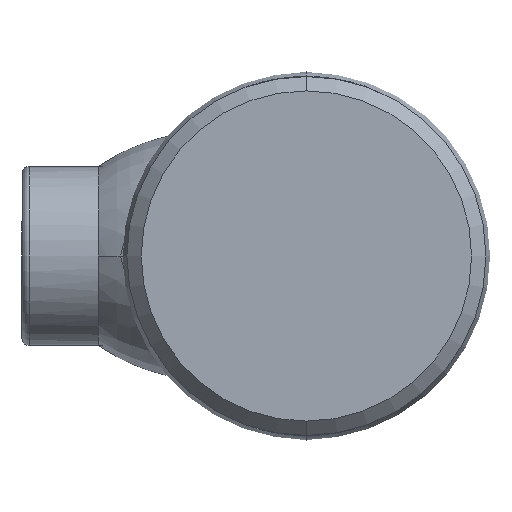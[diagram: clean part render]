
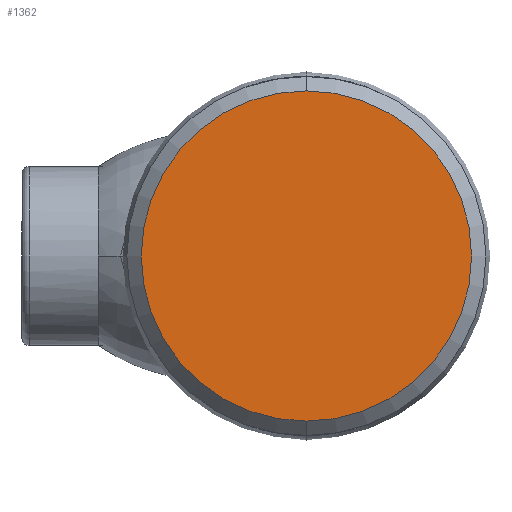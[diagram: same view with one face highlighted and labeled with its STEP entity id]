
A CAD part, left-side view. The second image highlights one B-rep face of the part: STEP entity #1362.
In plain terms, the highlighted planar face has unit normal (-1, 0, 0).
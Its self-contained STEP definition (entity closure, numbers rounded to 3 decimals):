
#104 = FACE_OUTER_BOUND ( 'NONE', #2009, .T. ) ;
#107 = EDGE_CURVE ( 'NONE', #1685, #1855, #1877, .T. ) ;
#143 = CARTESIAN_POINT ( 'NONE',  ( 0., 0., 0. ) ) ;
#307 = AXIS2_PLACEMENT_3D ( 'NONE', #143, #348, #1656 ) ;
#348 = DIRECTION ( 'NONE',  ( 1., 0., 0. ) ) ;
#454 = EDGE_CURVE ( 'NONE', #1855, #1685, #1223, .T. ) ;
#797 = CARTESIAN_POINT ( 'NONE',  ( 0., 0., 0. ) ) ;
#864 = ORIENTED_EDGE ( 'NONE', *, *, #454, .T. ) ;
#914 = DIRECTION ( 'NONE',  ( -1., 0., 0. ) ) ;
#959 = AXIS2_PLACEMENT_3D ( 'NONE', #1059, #2285, #1244 ) ;
#1059 = CARTESIAN_POINT ( 'NONE',  ( 0., 0., 0. ) ) ;
#1063 = CARTESIAN_POINT ( 'NONE',  ( 0., 0., -23. ) ) ;
#1223 = CIRCLE ( 'NONE', #959, 23. ) ;
#1244 = DIRECTION ( 'NONE',  ( 0., 0., -1. ) ) ;
#1308 = PLANE ( 'NONE',  #307 ) ;
#1362 = ADVANCED_FACE ( 'NONE', ( #104 ), #1308, .F. ) ;
#1457 = CARTESIAN_POINT ( 'NONE',  ( 0., 0., 23. ) ) ;
#1611 = AXIS2_PLACEMENT_3D ( 'NONE', #797, #914, #1820 ) ;
#1656 = DIRECTION ( 'NONE',  ( 0., 0., -1. ) ) ;
#1685 = VERTEX_POINT ( 'NONE', #1063 ) ;
#1820 = DIRECTION ( 'NONE',  ( 0., 0., -1. ) ) ;
#1855 = VERTEX_POINT ( 'NONE', #1457 ) ;
#1857 = ORIENTED_EDGE ( 'NONE', *, *, #107, .T. ) ;
#1877 = CIRCLE ( 'NONE', #1611, 23. ) ;
#2009 = EDGE_LOOP ( 'NONE', ( #1857, #864 ) ) ;
#2285 = DIRECTION ( 'NONE',  ( -1., 0., 0. ) ) ;
